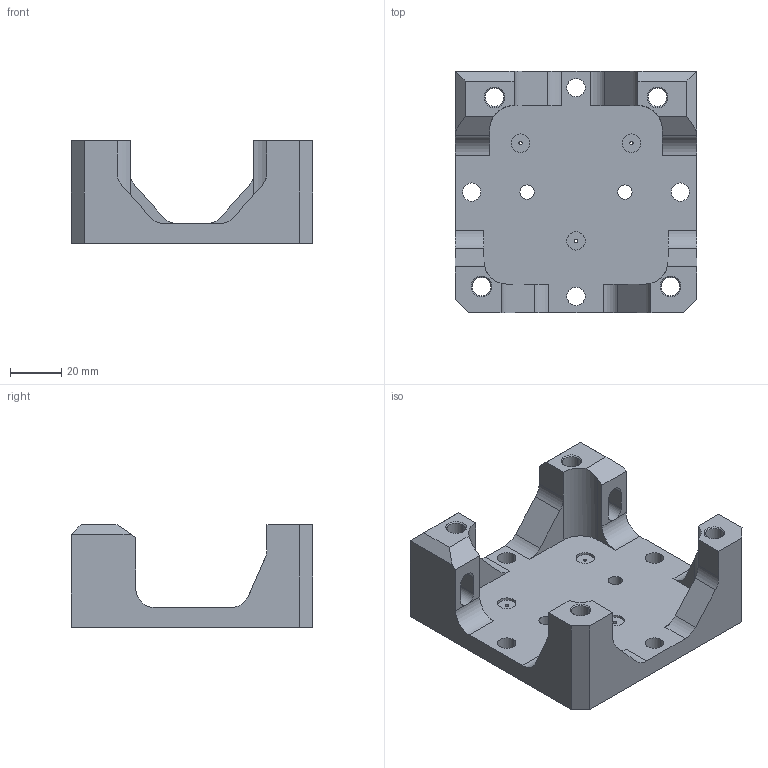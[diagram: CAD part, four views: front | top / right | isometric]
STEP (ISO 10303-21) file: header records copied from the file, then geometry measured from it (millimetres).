
FILE_DESCRIPTION (( 'STEP AP214' ), '1' );
FILE_NAME ('D1002426 aLIGO, SUS, VIBRATION ABSORBER, 5LB CLAMP TOP.STEP', '2019-10-03T17:12:28', ( '' ), ( '' ), 'SwSTEP 2.0', 'SolidWorks 2019', '' );
FILE_SCHEMA (( 'AUTOMOTIVE_DESIGN' ));
Length unit declared in the file: inch
Products named in the file (1): D1002426 aLIGO, SUS, VIBRATION ABSORBER, 5LB CLAMP TOP
Bounding box: 93.98 x 93.98 x 39.95 mm (x, y, z)
Volume: 107785.4 mm3; surface area: 36830.6 mm2
Topology: 1 solids, 1 shells, 145 faces, 378 edges, 240 vertices
Faces by surface type: cylinder 62, plane 51, cone 32
Entity records: 4596 total; most frequent: CARTESIAN_POINT 832, DIRECTION 812, ORIENTED_EDGE 756, EDGE_CURVE 378, AXIS2_PLACEMENT_3D 300, VERTEX_POINT 240, LINE 212, VECTOR 212
